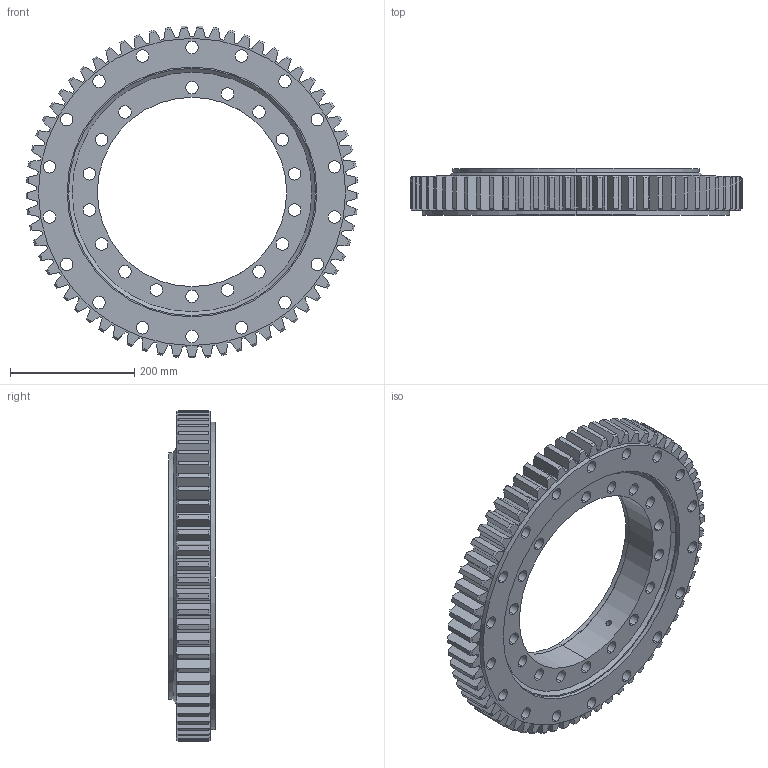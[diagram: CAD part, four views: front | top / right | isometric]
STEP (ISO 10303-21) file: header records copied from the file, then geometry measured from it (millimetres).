
FILE_DESCRIPTION (( 'STEP AP203' ), '1' );
FILE_NAME ('06-0400-00.STEP', '2017-12-27T07:16:37', ( 'defontaine' ), ( 'Hewlett-Packard Company' ), 'SwSTEP 2.0', 'SolidWorks 2016', '' );
FILE_SCHEMA (( 'CONFIG_CONTROL_DESIGN' ));
Length unit declared in the file: millimetre
Products named in the file (1): 06-0400-00
Bounding box: 534.98 x 75 x 534.85 mm (x, y, z)
Volume: 7039110.2 mm3; surface area: 930178.7 mm2
Topology: 5 solids, 5 shells, 546 faces, 1566 edges, 1033 vertices
Faces by surface type: cylinder 227, cone 147, plane 146, torus 26
Entity records: 18979 total; most frequent: CARTESIAN_POINT 4382, ORIENTED_EDGE 3132, DIRECTION 3024, EDGE_CURVE 1566, AXIS2_PLACEMENT_3D 1195, VERTEX_POINT 1033, CIRCLE 648, VECTOR 634
